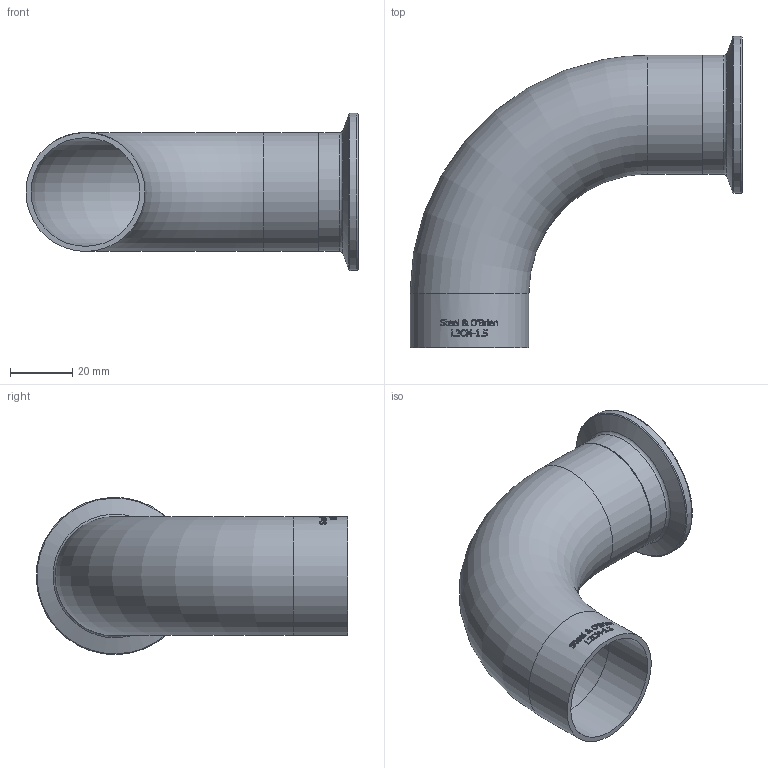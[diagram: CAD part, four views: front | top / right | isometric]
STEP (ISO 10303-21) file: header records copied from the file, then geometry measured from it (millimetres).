
FILE_DESCRIPTION(/* description */ (''),/* implementation_level */ '2;1');
FILE_NAME(/* name */ 'L2CM-1.5.stp',/* time_stamp */ '2019-07-26T11:01:48-04:00',/* author */ ('rick'),/* organization */ (''),/* preprocessor_version */ 'ST-DEVELOPER v15.2',/* originating_system */ 'Autodesk Inventor 2014',/* authorisation */ '');
FILE_SCHEMA (('AUTOMOTIVE_DESIGN { 1 0 10303 214 3 1 1 }'));
Length unit declared in the file: inch
Products named in the file (1): L2CM-1.5
Bounding box: 106.38 x 99.8 x 50.35 mm (x, y, z)
Volume: 28850.5 mm3; surface area: 33661.8 mm2
Topology: 1 solids, 1 shells, 350 faces, 929 edges, 614 vertices
Faces by surface type: bspline 160, plane 139, cylinder 37, torus 11, cone 3
Full cylindrical faces by diameter (mm): 34.798 x3, 38.1 x3, 50.394 x1
Entity records: 13684 total; most frequent: CARTESIAN_POINT 5944, ORIENTED_EDGE 1816, DIRECTION 1144, EDGE_CURVE 908, VERTEX_POINT 614, LINE 414, VECTOR 414, EDGE_LOOP 406
